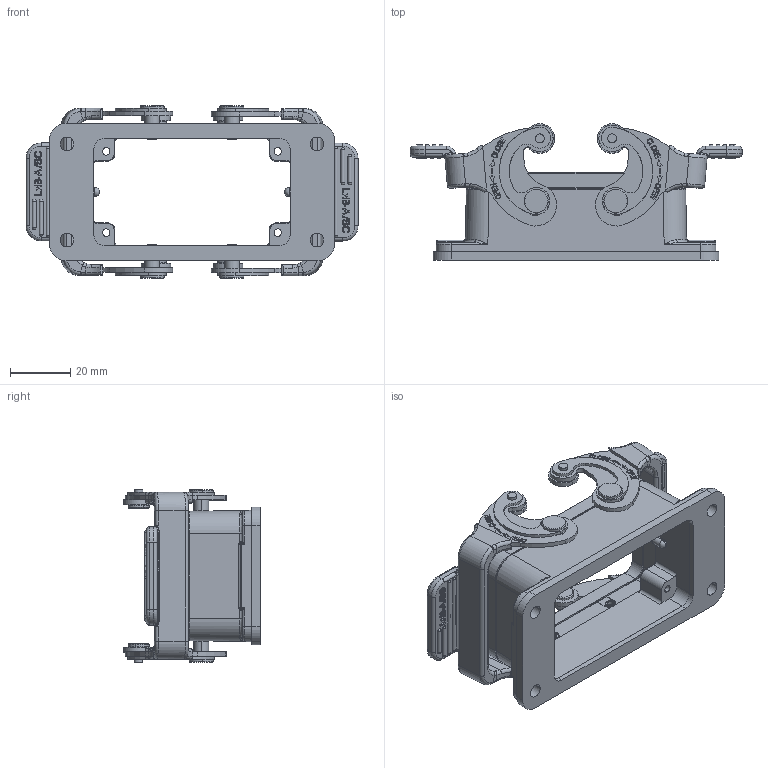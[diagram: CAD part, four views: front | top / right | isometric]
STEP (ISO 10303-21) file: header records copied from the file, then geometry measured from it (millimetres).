
FILE_DESCRIPTION((''),'2;1');
FILE_NAME('PRT0368','2017-09-26T',('dm.li'),(''),'PRO/ENGINEER BY PARAMETRIC TECHNOLOGY CORPORATION, 2012480','PRO/ENGINEER BY PARAMETRIC TECHNOLOGY CORPORATION, 2012480','');
FILE_SCHEMA(('AUTOMOTIVE_DESIGN { 1 0 10303 214 1 1 1 1 }'));
Products named in the file (1): PRT0368
Bounding box: 110.3 x 45.29 x 57.5 mm (x, y, z)
Volume: 44455 mm3; surface area: 33390 mm2
Topology: 1 solids, 5 shells, 1533 faces, 4047 edges, 2653 vertices
Faces by surface type: plane 699, cylinder 388, extrusion 160, bspline 112, torus 80, cone 56, sphere 38
Entity records: 63217 total; most frequent: CARTESIAN_POINT 17652, ORIENTED_EDGE 8046, DIRECTION 7052, EDGE_CURVE 4031, VERTEX_POINT 2653, AXIS2_PLACEMENT_3D 2365, VECTOR 2322, LINE 2162
